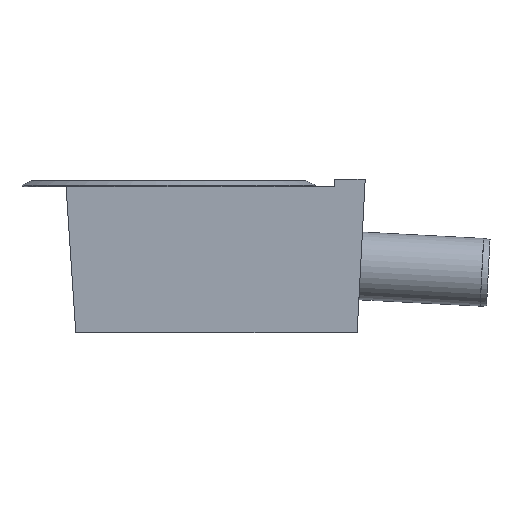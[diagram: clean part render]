
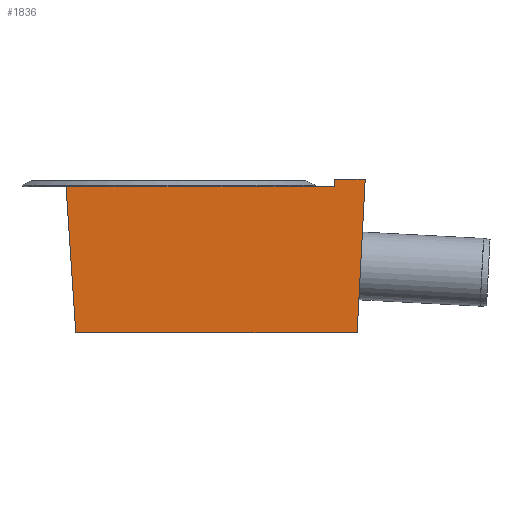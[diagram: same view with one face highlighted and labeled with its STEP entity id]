
A CAD part, front view. The second image highlights one B-rep face of the part: STEP entity #1836.
In plain terms, the highlighted planar face has unit normal (0, -1, 0).
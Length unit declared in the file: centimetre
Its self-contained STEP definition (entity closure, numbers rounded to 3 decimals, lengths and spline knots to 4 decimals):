
#195=LINE('',#3711,#307);
#196=LINE('',#3715,#308);
#197=LINE('',#3719,#309);
#198=LINE('',#3721,#310);
#199=LINE('',#3723,#311);
#200=LINE('',#3725,#312);
#201=LINE('',#3727,#313);
#202=LINE('',#3728,#314);
#307=VECTOR('',#2633,1.);
#308=VECTOR('',#2638,1.);
#309=VECTOR('',#2643,1.);
#310=VECTOR('',#2644,1.);
#311=VECTOR('',#2645,1.);
#312=VECTOR('',#2646,1.);
#313=VECTOR('',#2647,1.);
#314=VECTOR('',#2648,1.);
#466=FACE_OUTER_BOUND('',#584,.T.);
#584=EDGE_LOOP('',(#1647,#1648,#1649,#1650,#1651,#1652,#1653,#1654));
#893=VERTEX_POINT('',#3708);
#894=VERTEX_POINT('',#3710);
#895=VERTEX_POINT('',#3714);
#896=VERTEX_POINT('',#3718);
#897=VERTEX_POINT('',#3720);
#898=VERTEX_POINT('',#3722);
#899=VERTEX_POINT('',#3724);
#900=VERTEX_POINT('',#3726);
#1151=EDGE_CURVE('',#894,#893,#195,.T.);
#1153=EDGE_CURVE('',#895,#894,#196,.T.);
#1155=EDGE_CURVE('',#893,#896,#197,.T.);
#1156=EDGE_CURVE('',#896,#897,#198,.T.);
#1157=EDGE_CURVE('',#897,#898,#199,.T.);
#1158=EDGE_CURVE('',#898,#899,#200,.T.);
#1159=EDGE_CURVE('',#899,#900,#201,.T.);
#1160=EDGE_CURVE('',#900,#895,#202,.T.);
#1647=ORIENTED_EDGE('',*,*,#1151,.T.);
#1648=ORIENTED_EDGE('',*,*,#1155,.T.);
#1649=ORIENTED_EDGE('',*,*,#1156,.T.);
#1650=ORIENTED_EDGE('',*,*,#1157,.T.);
#1651=ORIENTED_EDGE('',*,*,#1158,.T.);
#1652=ORIENTED_EDGE('',*,*,#1159,.T.);
#1653=ORIENTED_EDGE('',*,*,#1160,.T.);
#1654=ORIENTED_EDGE('',*,*,#1153,.T.);
#1735=PLANE('',#2080);
#1836=ADVANCED_FACE('',(#466),#1735,.T.);
#2080=AXIS2_PLACEMENT_3D('',#3717,#2641,#2642);
#2633=DIRECTION('',(-1.,0.,0.));
#2638=DIRECTION('',(0.,0.,1.));
#2641=DIRECTION('center_axis',(0.,-1.,0.));
#2642=DIRECTION('ref_axis',(1.,0.,0.));
#2643=DIRECTION('',(0.066,0.,-0.998));
#2644=DIRECTION('',(1.,0.,0.));
#2645=DIRECTION('',(0.052,0.,0.999));
#2646=DIRECTION('',(-1.,0.,0.));
#2647=DIRECTION('',(0.,0.,-1.));
#2648=DIRECTION('',(-1.,0.,0.));
#3708=CARTESIAN_POINT('',(-80.2337,-75.,-3.));
#3710=CARTESIAN_POINT('',(80.2337,-75.,-3.));
#3711=CARTESIAN_POINT('',(18.3983,-75.,-3.));
#3714=CARTESIAN_POINT('',(80.2337,-75.,-5.));
#3715=CARTESIAN_POINT('',(80.2337,-75.,-3.5));
#3717=CARTESIAN_POINT('Origin',(37.0303,-75.,-57.7679));
#3718=CARTESIAN_POINT('',(-72.5226,-75.,-119.));
#3719=CARTESIAN_POINT('',(-80.4996,-75.,1.));
#3720=CARTESIAN_POINT('',(147.4774,-75.,-119.));
#3721=CARTESIAN_POINT('',(-72.5226,-75.,-119.));
#3722=CARTESIAN_POINT('',(153.7663,-75.,1.));
#3723=CARTESIAN_POINT('',(147.4774,-75.,-119.));
#3724=CARTESIAN_POINT('',(129.7663,-75.,1.));
#3725=CARTESIAN_POINT('',(153.7663,-75.,1.));
#3726=CARTESIAN_POINT('',(129.7663,-75.,-5.));
#3727=CARTESIAN_POINT('',(129.7663,-75.,-30.3839));
#3728=CARTESIAN_POINT('',(75.44,-75.,-5.));
